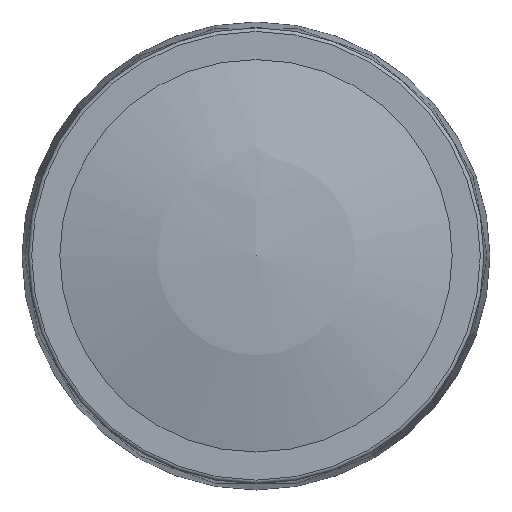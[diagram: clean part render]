
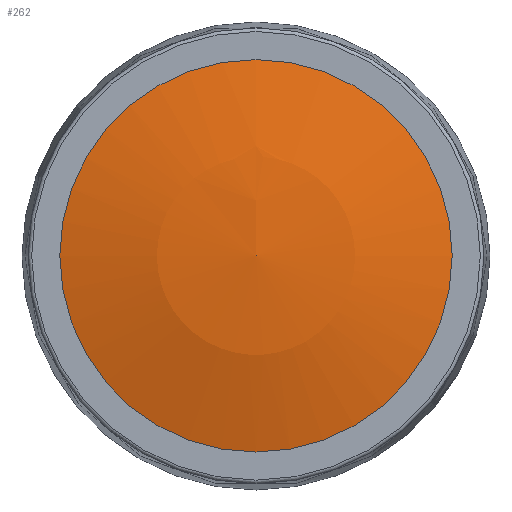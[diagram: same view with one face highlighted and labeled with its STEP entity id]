
A CAD part, top view. The second image highlights one B-rep face of the part: STEP entity #262.
In plain terms, the highlighted spherical face has radius 39.101 mm.
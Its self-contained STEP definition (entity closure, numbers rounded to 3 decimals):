
#262 = ADVANCED_FACE( '', ( #578 ), #579, .T. );
#578 = FACE_OUTER_BOUND( '', #920, .T. );
#579 = SPHERICAL_SURFACE( '', #921, 39.101 );
#920 = EDGE_LOOP( '', ( #1529 ) );
#921 = AXIS2_PLACEMENT_3D( '', #1530, #1531, #1532 );
#1529 = ORIENTED_EDGE( '', *, *, #1801, .T. );
#1530 = CARTESIAN_POINT( '', ( 0., 0., -16.601 ) );
#1531 = DIRECTION( '', ( 0., 0., 1. ) );
#1532 = DIRECTION( '', ( 0., 1., 0. ) );
#1801 = EDGE_CURVE( '', #2128, #2128, #2129, .T. );
#2128 = VERTEX_POINT( '', #2630 );
#2129 = CIRCLE( '', #2631, 10.9 );
#2630 = CARTESIAN_POINT( '', ( 10.9, 0., 20.95 ) );
#2631 = AXIS2_PLACEMENT_3D( '', #2999, #3000, #3001 );
#2999 = CARTESIAN_POINT( '', ( 0., 0., 20.95 ) );
#3000 = DIRECTION( '', ( 0., 0., 1. ) );
#3001 = DIRECTION( '', ( 1., 0., 0. ) );
